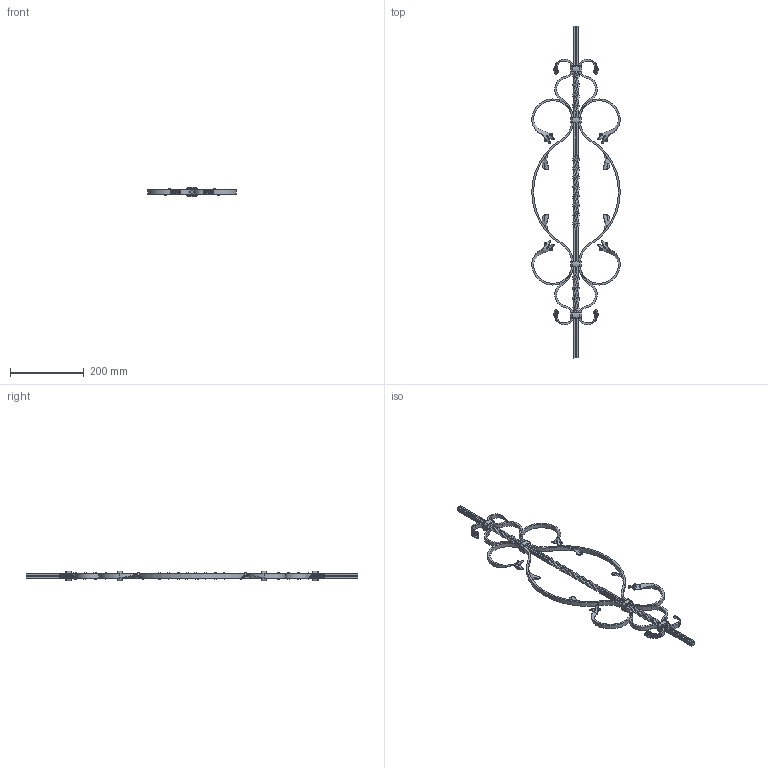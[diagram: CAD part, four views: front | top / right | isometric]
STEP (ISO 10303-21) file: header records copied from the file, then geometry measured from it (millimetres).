
FILE_DESCRIPTION (( 'STEP AP203' ), '1' );
FILE_NAME ('1502.STEP', '2023-06-30T11:33:34', ( '' ), ( '' ), 'SwSTEP 2.0', 'SolidWorks 2018', '' );
FILE_SCHEMA (( 'CONFIG_CONTROL_DESIGN' ));
Length unit declared in the file: millimetre
Products named in the file (1): 1502
Bounding box: 240 x 900 x 25.85 mm (x, y, z)
Volume: 310490 mm3; surface area: 169743.9 mm2
Topology: 19 solids, 19 shells, 1047 faces, 2458 edges, 1438 vertices
Faces by surface type: bspline 510, plane 349, torus 64, cone 64, cylinder 60
Entity records: 117898 total; most frequent: CARTESIAN_POINT 97547, ORIENTED_EDGE 4860, DIRECTION 3029, EDGE_CURVE 2430, VERTEX_POINT 1436, VECTOR 1089, LINE 1089, EDGE_LOOP 1066
